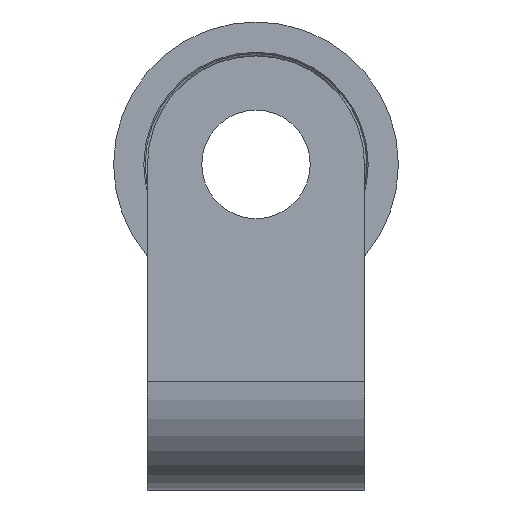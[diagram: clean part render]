
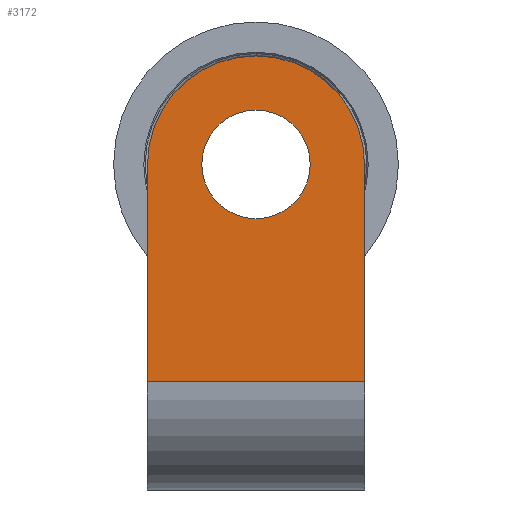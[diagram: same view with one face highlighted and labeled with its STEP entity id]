
A CAD part, left-side view. The second image highlights one B-rep face of the part: STEP entity #3172.
In plain terms, the highlighted planar face has unit normal (-1, 0, 0).
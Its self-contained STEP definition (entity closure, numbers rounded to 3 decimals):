
#36 = VECTOR ( 'NONE', #1550, 1000. ) ;
#167 = CARTESIAN_POINT ( 'NONE',  ( -4., 4., 8. ) ) ;
#203 = AXIS2_PLACEMENT_3D ( 'NONE', #2080, #2284, #618 ) ;
#380 = EDGE_LOOP ( 'NONE', ( #614, #2263, #2806, #1964 ) ) ;
#386 = EDGE_CURVE ( 'NONE', #964, #2057, #3096, .T. ) ;
#391 = AXIS2_PLACEMENT_3D ( 'NONE', #2575, #1531, #2866 ) ;
#437 = CIRCLE ( 'NONE', #203, 4. ) ;
#483 = CIRCLE ( 'NONE', #391, 2. ) ;
#614 = ORIENTED_EDGE ( 'NONE', *, *, #1823, .F. ) ;
#618 = DIRECTION ( 'NONE',  ( 0., 0., -1. ) ) ;
#726 = EDGE_CURVE ( 'NONE', #828, #1004, #1678, .T. ) ;
#828 = VERTEX_POINT ( 'NONE', #1865 ) ;
#960 = EDGE_CURVE ( 'NONE', #2057, #964, #483, .T. ) ;
#964 = VERTEX_POINT ( 'NONE', #1792 ) ;
#973 = DIRECTION ( 'NONE',  ( 0., 0., -1. ) ) ;
#982 = CARTESIAN_POINT ( 'NONE',  ( -4., 0., 0. ) ) ;
#1004 = VERTEX_POINT ( 'NONE', #2895 ) ;
#1011 = DIRECTION ( 'NONE',  ( 0., 0., -1. ) ) ;
#1014 = EDGE_CURVE ( 'NONE', #828, #3173, #437, .T. ) ;
#1056 = FACE_BOUND ( 'NONE', #1450, .T. ) ;
#1066 = CARTESIAN_POINT ( 'NONE',  ( -4., 4., 6. ) ) ;
#1415 = CARTESIAN_POINT ( 'NONE',  ( -4., 8., 0. ) ) ;
#1445 = AXIS2_PLACEMENT_3D ( 'NONE', #167, #2131, #1011 ) ;
#1450 = EDGE_LOOP ( 'NONE', ( #2175, #2640 ) ) ;
#1531 = DIRECTION ( 'NONE',  ( 1., 0., 0. ) ) ;
#1550 = DIRECTION ( 'NONE',  ( 0., 0., -1. ) ) ;
#1574 = DIRECTION ( 'NONE',  ( 0., 0., 1. ) ) ;
#1678 = LINE ( 'NONE', #2412, #1759 ) ;
#1759 = VECTOR ( 'NONE', #973, 1000. ) ;
#1792 = CARTESIAN_POINT ( 'NONE',  ( -4., 4., 10. ) ) ;
#1823 = EDGE_CURVE ( 'NONE', #3173, #1881, #2360, .T. ) ;
#1865 = CARTESIAN_POINT ( 'NONE',  ( -4., 8., 8. ) ) ;
#1881 = VERTEX_POINT ( 'NONE', #2349 ) ;
#1959 = FACE_OUTER_BOUND ( 'NONE', #380, .T. ) ;
#1964 = ORIENTED_EDGE ( 'NONE', *, *, #2810, .T. ) ;
#2057 = VERTEX_POINT ( 'NONE', #1066 ) ;
#2080 = CARTESIAN_POINT ( 'NONE',  ( -4., 4., 8. ) ) ;
#2102 = AXIS2_PLACEMENT_3D ( 'NONE', #3474, #2936, #1574 ) ;
#2131 = DIRECTION ( 'NONE',  ( 1., 0., 0. ) ) ;
#2175 = ORIENTED_EDGE ( 'NONE', *, *, #960, .T. ) ;
#2263 = ORIENTED_EDGE ( 'NONE', *, *, #1014, .F. ) ;
#2284 = DIRECTION ( 'NONE',  ( 1., 0., 0. ) ) ;
#2317 = VECTOR ( 'NONE', #3334, 1000. ) ;
#2349 = CARTESIAN_POINT ( 'NONE',  ( -4., 0., 0. ) ) ;
#2360 = LINE ( 'NONE', #982, #36 ) ;
#2412 = CARTESIAN_POINT ( 'NONE',  ( -4., 8., 0. ) ) ;
#2575 = CARTESIAN_POINT ( 'NONE',  ( -4., 4., 8. ) ) ;
#2640 = ORIENTED_EDGE ( 'NONE', *, *, #386, .T. ) ;
#2710 = LINE ( 'NONE', #1415, #2317 ) ;
#2806 = ORIENTED_EDGE ( 'NONE', *, *, #726, .T. ) ;
#2810 = EDGE_CURVE ( 'NONE', #1004, #1881, #2710, .T. ) ;
#2866 = DIRECTION ( 'NONE',  ( 0., 0., -1. ) ) ;
#2895 = CARTESIAN_POINT ( 'NONE',  ( -4., 8., 0. ) ) ;
#2936 = DIRECTION ( 'NONE',  ( -1., 0., 0. ) ) ;
#2952 = PLANE ( 'NONE',  #2102 ) ;
#3096 = CIRCLE ( 'NONE', #1445, 2. ) ;
#3172 = ADVANCED_FACE ( 'NONE', ( #1056, #1959 ), #2952, .T. ) ;
#3173 = VERTEX_POINT ( 'NONE', #3507 ) ;
#3334 = DIRECTION ( 'NONE',  ( 0., -1., 0. ) ) ;
#3474 = CARTESIAN_POINT ( 'NONE',  ( -4., 8., 0. ) ) ;
#3507 = CARTESIAN_POINT ( 'NONE',  ( -4., 0., 8. ) ) ;
